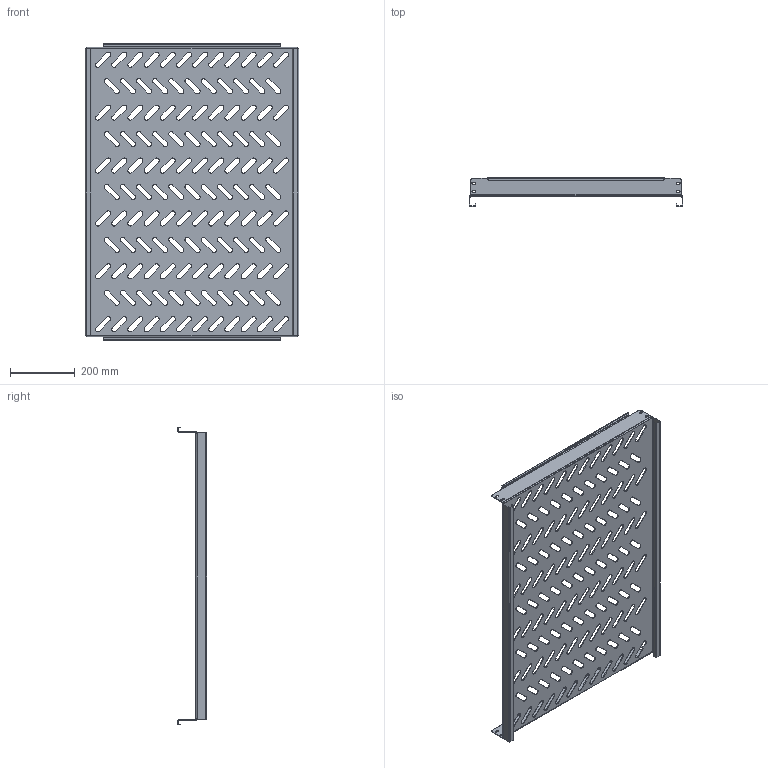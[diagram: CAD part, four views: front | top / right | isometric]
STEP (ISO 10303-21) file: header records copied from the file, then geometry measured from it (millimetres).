
FILE_DESCRIPTION (( 'STEP AP214' ), '1' );
FILE_NAME ('945.307.STEP', '2024-09-25T09:55:56', ( '' ), ( '' ), 'SwSTEP 2.0', 'SolidWorks 2021', '' );
FILE_SCHEMA (( 'AUTOMOTIVE_DESIGN' ));
Length unit declared in the file: millimetre
Products named in the file (1): 945.307
Bounding box: 660 x 90 x 920 mm (x, y, z)
Volume: 1334750.3 mm3; surface area: 1377281 mm2
Topology: 1 solids, 1 shells, 797 faces, 2297 edges, 1502 vertices
Faces by surface type: cylinder 441, plane 348, bspline 8
Entity records: 27319 total; most frequent: CARTESIAN_POINT 5097, DIRECTION 4719, ORIENTED_EDGE 4594, EDGE_CURVE 2297, AXIS2_PLACEMENT_3D 1672, VERTEX_POINT 1502, LINE 1375, VECTOR 1375
